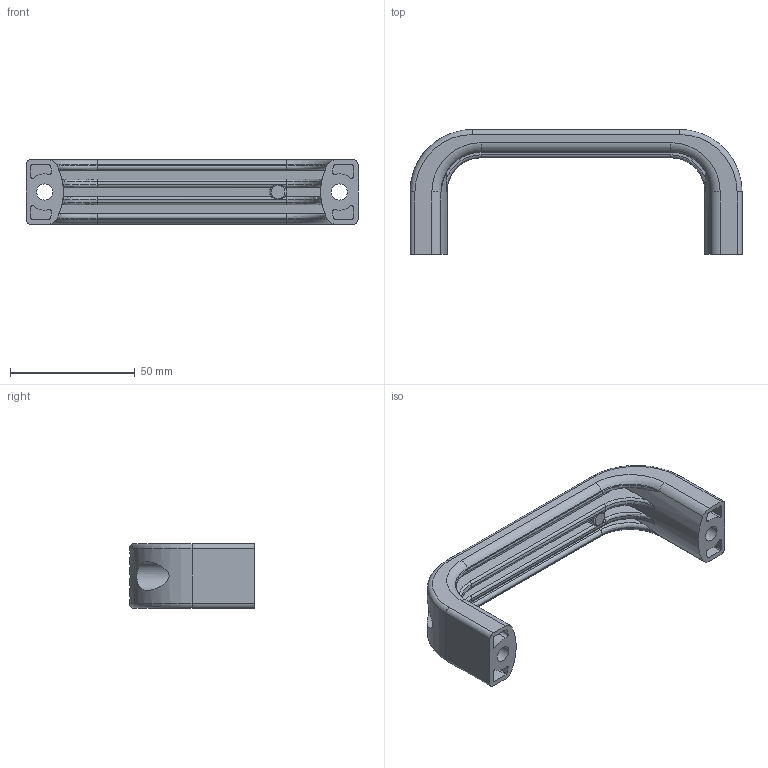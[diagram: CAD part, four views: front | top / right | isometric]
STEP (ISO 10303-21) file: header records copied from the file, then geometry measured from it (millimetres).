
FILE_DESCRIPTION(('FreeCAD Model'),'2;1');
FILE_NAME('Open CASCADE Shape Model','2025-01-08T09:26:10',(''),(''), 'Open CASCADE STEP processor 7.6','FreeCAD','Unknown');
FILE_SCHEMA(('AUTOMOTIVE_DESIGN { 1 0 10303 214 1 1 1 1 }'));
Length unit declared in the file: millimetre
Products named in the file (1): STI8-P120ESD
Bounding box: 133 x 50 x 26 mm (x, y, z)
Volume: 39414.8 mm3; surface area: 23138.6 mm2
Topology: 1 solids, 1 shells, 129 faces, 335 edges, 214 vertices
Faces by surface type: cylinder 55, plane 43, torus 29, cone 2
Full cylindrical faces by diameter (mm): 6.5 x2, 11.5 x2
Entity records: 11289 total; most frequent: CARTESIAN_POINT 4549, DIRECTION 1289, ORIENTED_EDGE 670, PCURVE 670, DEFINITIONAL_REPRESENTATION 670, LINE 659, VECTOR 659, EDGE_CURVE 335
